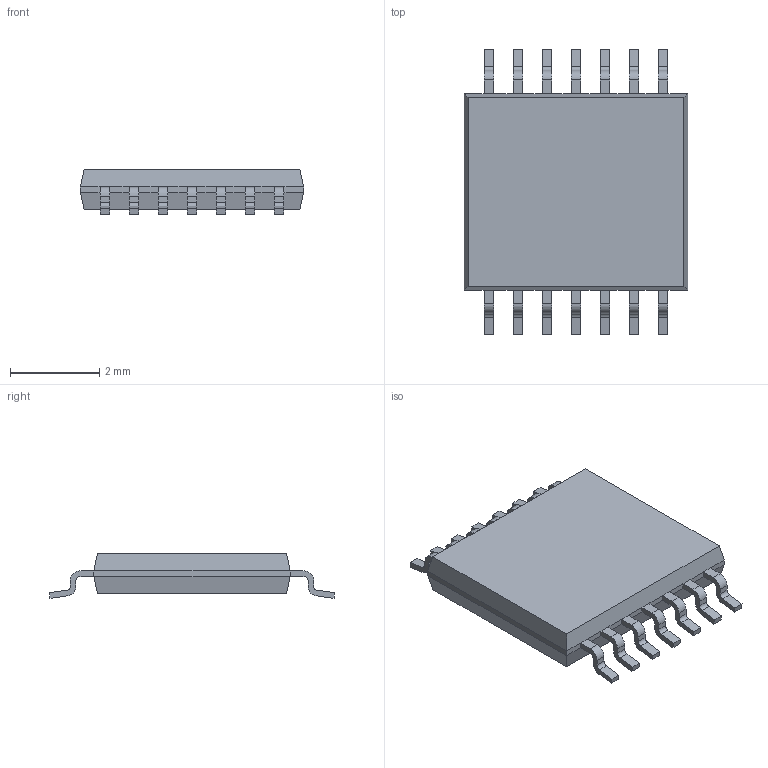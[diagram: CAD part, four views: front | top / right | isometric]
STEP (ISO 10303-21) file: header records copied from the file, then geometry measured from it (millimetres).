
FILE_DESCRIPTION (( 'STEP AP214' ), '1' );
FILE_NAME ('LE-14LD.STEP', '2017-01-25T14:15:34', ( '' ), ( '' ), 'SwSTEP 2.0', 'SolidWorks 2015', '' );
FILE_SCHEMA (( 'AUTOMOTIVE_DESIGN' ));
Length unit declared in the file: millimetre
Products named in the file (2): LE-14LD Mold; LE-14LD
Assembly tree (1 placements, depth 2):
  LE-14LD
    LE-14LD Mold
Bounding box: 5 x 6.4 x 1 mm (x, y, z)
Volume: 19.7 mm3; surface area: 70.5 mm2
Topology: 1 solids, 1 shells, 210 faces, 560 edges, 352 vertices
Faces by surface type: plane 154, cylinder 56
Entity records: 6490 total; most frequent: CARTESIAN_POINT 1126, ORIENTED_EDGE 1120, DIRECTION 1100, EDGE_CURVE 560, LINE 448, VECTOR 448, VERTEX_POINT 352, AXIS2_PLACEMENT_3D 326
